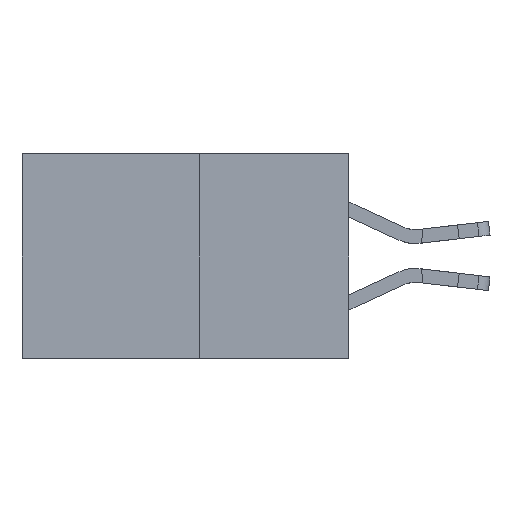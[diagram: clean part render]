
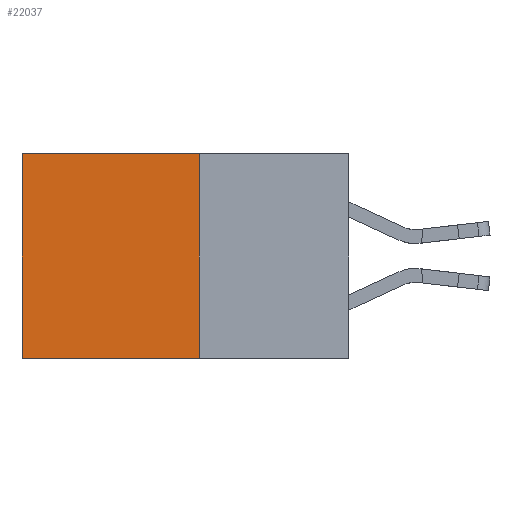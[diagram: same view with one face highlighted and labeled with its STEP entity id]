
A CAD part, left-side view. The second image highlights one B-rep face of the part: STEP entity #22037.
In plain terms, the highlighted planar face has unit normal (-1, 0, 0).
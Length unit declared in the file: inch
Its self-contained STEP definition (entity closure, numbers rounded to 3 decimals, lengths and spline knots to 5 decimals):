
#235 = EDGE_CURVE ( 'NONE', #4906, #15835, #16408, .T. ) ;
#571 = DIRECTION ( 'NONE',  ( 0., 0., -1. ) ) ;
#696 = VERTEX_POINT ( 'NONE', #12040 ) ;
#1724 = CARTESIAN_POINT ( 'NONE',  ( 0.277, 0.59, 0. ) ) ;
#1940 = CARTESIAN_POINT ( 'NONE',  ( 0.277, 0.27, -0.37 ) ) ;
#2007 = ORIENTED_EDGE ( 'NONE', *, *, #21109, .F. ) ;
#2016 = ORIENTED_EDGE ( 'NONE', *, *, #235, .T. ) ;
#2340 = VECTOR ( 'NONE', #5412, 39.37008 ) ;
#2467 = LINE ( 'NONE', #1940, #15993 ) ;
#3711 = ORIENTED_EDGE ( 'NONE', *, *, #19887, .F. ) ;
#3746 = DIRECTION ( 'NONE',  ( 0., 1., 0. ) ) ;
#4051 = ORIENTED_EDGE ( 'NONE', *, *, #18736, .T. ) ;
#4906 = VERTEX_POINT ( 'NONE', #11547 ) ;
#5412 = DIRECTION ( 'NONE',  ( 0., 1., 0. ) ) ;
#6158 = DIRECTION ( 'NONE',  ( 1., 0., 0. ) ) ;
#6641 = FACE_OUTER_BOUND ( 'NONE', #18955, .T. ) ;
#8135 = LINE ( 'NONE', #21627, #17453 ) ;
#11547 = CARTESIAN_POINT ( 'NONE',  ( 0.277, 0.27, 0. ) ) ;
#12040 = CARTESIAN_POINT ( 'NONE',  ( 0.277, 0.27, -0.37 ) ) ;
#13480 = VERTEX_POINT ( 'NONE', #14894 ) ;
#14070 = VECTOR ( 'NONE', #16755, 39.37008 ) ;
#14894 = CARTESIAN_POINT ( 'NONE',  ( 0.277, 0.59, -0.37 ) ) ;
#15835 = VERTEX_POINT ( 'NONE', #1724 ) ;
#15966 = CARTESIAN_POINT ( 'NONE',  ( 0.277, 0.27, 0. ) ) ;
#15993 = VECTOR ( 'NONE', #3746, 39.37008 ) ;
#16408 = LINE ( 'NONE', #15966, #2340 ) ;
#16653 = CARTESIAN_POINT ( 'NONE',  ( 0.277, 0.27, -0.37 ) ) ;
#16673 = CARTESIAN_POINT ( 'NONE',  ( 0.277, 0.59, -0.37 ) ) ;
#16755 = DIRECTION ( 'NONE',  ( 0., 0., -1. ) ) ;
#17453 = VECTOR ( 'NONE', #571, 39.37008 ) ;
#18441 = DIRECTION ( 'NONE',  ( 0., 0., -1. ) ) ;
#18721 = LINE ( 'NONE', #16673, #14070 ) ;
#18736 = EDGE_CURVE ( 'NONE', #15835, #13480, #18721, .T. ) ;
#18955 = EDGE_LOOP ( 'NONE', ( #4051, #2007, #3711, #2016 ) ) ;
#19887 = EDGE_CURVE ( 'NONE', #4906, #696, #8135, .T. ) ;
#21109 = EDGE_CURVE ( 'NONE', #696, #13480, #2467, .T. ) ;
#21627 = CARTESIAN_POINT ( 'NONE',  ( 0.277, 0.27, -0.37 ) ) ;
#21792 = PLANE ( 'NONE',  #22236 ) ;
#22037 = ADVANCED_FACE ( 'NONE', ( #6641 ), #21792, .F. ) ;
#22236 = AXIS2_PLACEMENT_3D ( 'NONE', #16653, #6158, #18441 ) ;
